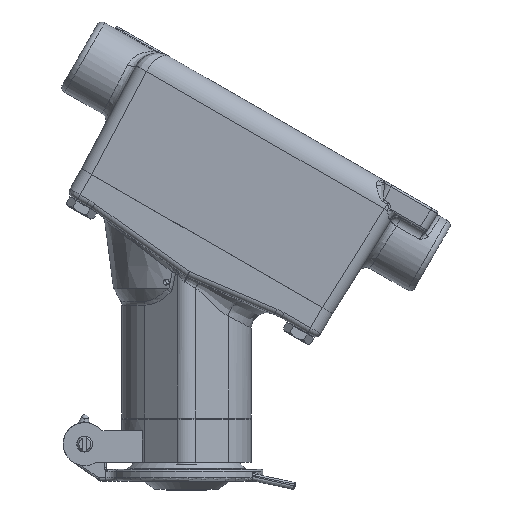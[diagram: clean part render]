
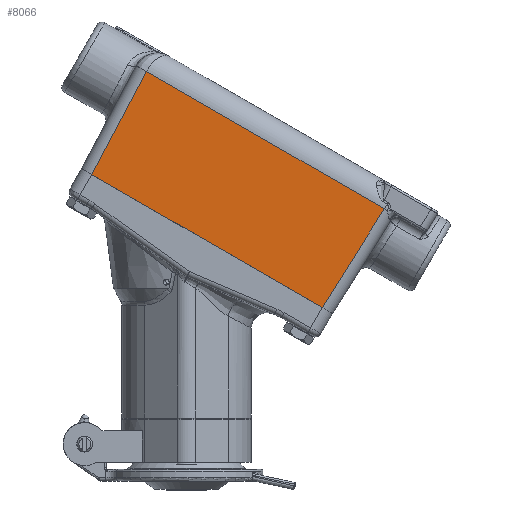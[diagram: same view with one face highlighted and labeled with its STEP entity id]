
A CAD part, left-side view. The second image highlights one B-rep face of the part: STEP entity #8066.
In plain terms, the highlighted planar face has unit normal (-0.999, 0.017, -0.03).
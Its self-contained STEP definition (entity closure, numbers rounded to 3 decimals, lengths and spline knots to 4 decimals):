
#1843=FACE_OUTER_BOUND('',#9675,.T.);
#3198=PLANE('',#25946);
#3906=LINE('',#32810,#5873);
#3921=LINE('',#32872,#5888);
#3922=LINE('',#32881,#5889);
#3923=LINE('',#32883,#5890);
#5873=VECTOR('',#27595,1.);
#5888=VECTOR('',#27646,1.);
#5889=VECTOR('',#27649,1.);
#5890=VECTOR('',#27650,1.);
#8066=ADVANCED_FACE('',(#1843),#3198,.T.);
#9675=EDGE_LOOP('',(#11468,#11469,#11470,#11471));
#11468=ORIENTED_EDGE('',*,*,#18821,.T.);
#11469=ORIENTED_EDGE('',*,*,#18854,.F.);
#11470=ORIENTED_EDGE('',*,*,#18855,.F.);
#11471=ORIENTED_EDGE('',*,*,#18852,.F.);
#18821=EDGE_CURVE('',#22950,#22949,#3906,.T.);
#18852=EDGE_CURVE('',#22950,#22979,#3921,.T.);
#18854=EDGE_CURVE('',#22980,#22949,#3922,.T.);
#18855=EDGE_CURVE('',#22979,#22980,#3923,.T.);
#22949=VERTEX_POINT('',#32809);
#22950=VERTEX_POINT('',#32811);
#22979=VERTEX_POINT('',#32873);
#22980=VERTEX_POINT('',#32882);
#25946=AXIS2_PLACEMENT_3D('',#32884,#27651,#27652);
#27595=DIRECTION('',(0.,-0.866,-0.5));
#27646=DIRECTION('',(-0.035,-0.469,0.882));
#27649=DIRECTION('',(0.035,0.53,-0.848));
#27650=DIRECTION('',(0.,-0.866,-0.5));
#27651=DIRECTION('',(-0.999,0.017,-0.03));
#27652=DIRECTION('',(0.,0.866,0.5));
#32809=CARTESIAN_POINT('',(-1.4877,-2.1704,1.7769));
#32810=CARTESIAN_POINT('',(-1.4877,0.6732,3.4187));
#32811=CARTESIAN_POINT('',(-1.4877,1.5142,3.9042));
#32872=CARTESIAN_POINT('',(-1.4839,1.565,3.8086));
#32873=CARTESIAN_POINT('',(-1.5527,0.6395,5.5492));
#32881=CARTESIAN_POINT('',(-1.4829,-2.098,1.6611));
#32882=CARTESIAN_POINT('',(-1.5527,-3.1577,3.3569));
#32883=CARTESIAN_POINT('',(-1.5527,-0.2577,5.0311));
#32884=CARTESIAN_POINT('',(-1.4855,1.7058,3.9427));
